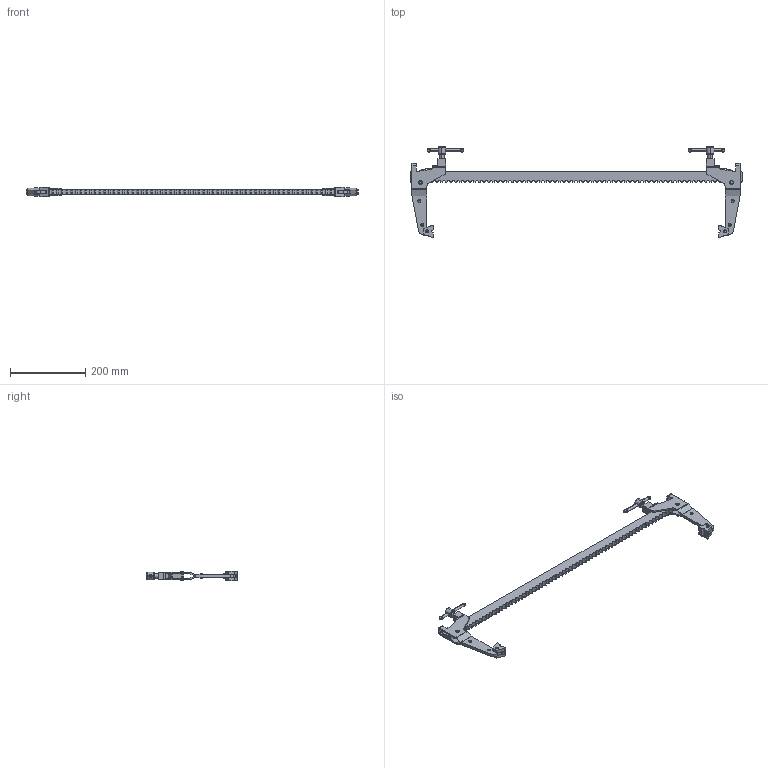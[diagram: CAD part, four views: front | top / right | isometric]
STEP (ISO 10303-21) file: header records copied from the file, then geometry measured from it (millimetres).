
FILE_DESCRIPTION((''),'2;1');
FILE_NAME('513.stp','2005-09-01T11:59:08',('CAD'),(''),'Autodesk Inventor 8','Autodesk Inventor 8','');
FILE_SCHEMA(('AUTOMOTIVE_DESIGN { 1 0 10303 214 1 1 1 1 }'));
Length unit declared in the file: millimetre
Products named in the file (1): Part59
Bounding box: 880 x 241.06 x 26.5 mm (x, y, z)
Volume: 487170.8 mm3; surface area: 161028.2 mm2
Topology: 9 solids, 9 shells, 612 faces, 1634 edges, 1058 vertices
Faces by surface type: plane 225, cylinder 203, bspline 108, cone 44, torus 32
Entity records: 22905 total; most frequent: CARTESIAN_POINT 7577, ORIENTED_EDGE 3268, DIRECTION 3152, EDGE_CURVE 1634, AXIS2_PLACEMENT_3D 1137, VERTEX_POINT 1058, VECTOR 878, LINE 878
